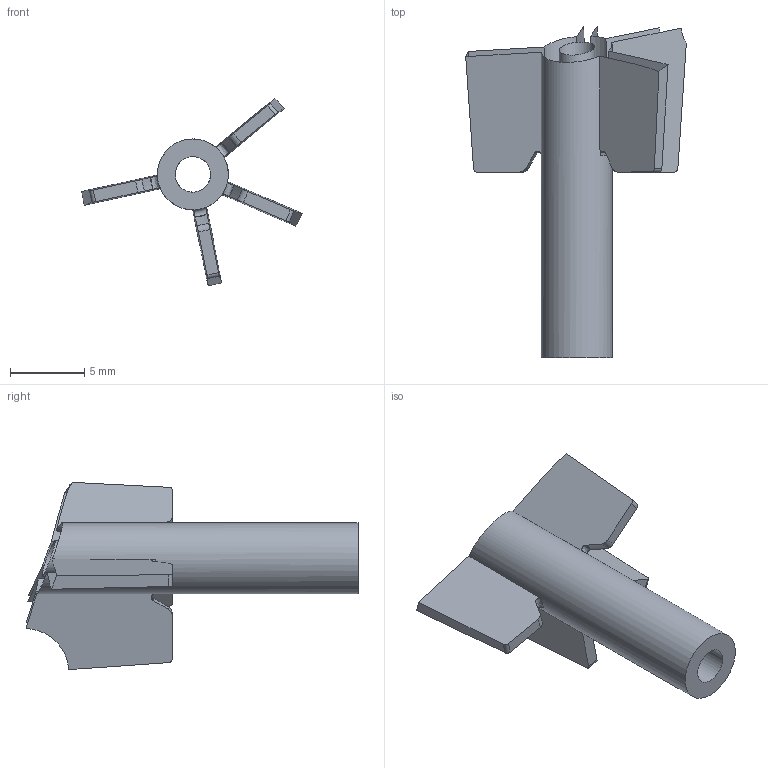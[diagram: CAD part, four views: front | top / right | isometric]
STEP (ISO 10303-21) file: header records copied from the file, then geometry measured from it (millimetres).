
FILE_DESCRIPTION(('Open CASCADE Model'),'2;1');
FILE_NAME('Open CASCADE Shape Model','2025-10-21T21:37:34',('Author'),( 'Open CASCADE'),'Open CASCADE STEP processor 7.7','Open CASCADE 7.7' ,'Unknown');
FILE_SCHEMA(('AUTOMOTIVE_DESIGN { 1 0 10303 214 1 1 1 1 }'));
Length unit declared in the file: millimetre
Products named in the file (40): Open CASCADE STEP translator 7.7 20; Open CASCADE STEP translator 7.7 20.1; Open CASCADE STEP translator 7.7 20.2; Open CASCADE STEP translator 7.7 20.3; Open CASCADE STEP translator 7.7 20.4; Open CASCADE STEP translator 7.7 20.5; Open CASCADE STEP translator 7.7 20.6; Open CASCADE STEP translator 7.7 20.7; Open CASCADE STEP translator 7.7 20.8; Open CASCADE STEP translator 7.7 20.9; Open CASCADE STEP translator 7.7 20.10; Open CASCADE STEP translator 7.7 20.11; Open CASCADE STEP translator 7.7 20.12; Open CASCADE STEP translator 7.7 20.13; Open CASCADE STEP translator 7.7 20.14; Open CASCADE STEP translator 7.7 20.15; Open CASCADE STEP translator 7.7 20.16; Open CASCADE STEP translator 7.7 20.17; Open CASCADE STEP translator 7.7 20.18; Open CASCADE STEP translator 7.7 20.19; Open CASCADE STEP translator 7.7 20.20; Open CASCADE STEP translator 7.7 20.21; Open CASCADE STEP translator 7.7 20.22; Open CASCADE STEP translator 7.7 20.23; Open CASCADE STEP translator 7.7 20.24; Open CASCADE STEP translator 7.7 20.25; Open CASCADE STEP translator 7.7 20.26; Open CASCADE STEP translator 7.7 20.27; Open CASCADE STEP translator 7.7 20.28; Open CASCADE STEP translator 7.7 20.29; Open CASCADE STEP translator 7.7 20.30; Open CASCADE STEP translator 7.7 20.31; Open CASCADE STEP translator 7.7 20.32; Open CASCADE STEP translator 7.7 20.33; Open CASCADE STEP translator 7.7 20.34; Open CASCADE STEP translator 7.7 20.35; Open CASCADE STEP translator 7.7 20.36; Open CASCADE STEP translator 7.7 20.37; Open CASCADE STEP translator 7.7 20.38; Open CASCADE STEP translator 7.7 20.39
Assembly tree (39 placements, depth 2):
  Open CASCADE STEP translator 7.7 20
    Open CASCADE STEP translator 7.7 20.1
    Open CASCADE STEP translator 7.7 20.2
    Open CASCADE STEP translator 7.7 20.3
    Open CASCADE STEP translator 7.7 20.4
    Open CASCADE STEP translator 7.7 20.5
    Open CASCADE STEP translator 7.7 20.6
    Open CASCADE STEP translator 7.7 20.7
    Open CASCADE STEP translator 7.7 20.8
    Open CASCADE STEP translator 7.7 20.9
    Open CASCADE STEP translator 7.7 20.10
    Open CASCADE STEP translator 7.7 20.11
    Open CASCADE STEP translator 7.7 20.12
    Open CASCADE STEP translator 7.7 20.13
    Open CASCADE STEP translator 7.7 20.14
    Open CASCADE STEP translator 7.7 20.15
    Open CASCADE STEP translator 7.7 20.16
    Open CASCADE STEP translator 7.7 20.17
    Open CASCADE STEP translator 7.7 20.18
    Open CASCADE STEP translator 7.7 20.19
    Open CASCADE STEP translator 7.7 20.20
    Open CASCADE STEP translator 7.7 20.21
    Open CASCADE STEP translator 7.7 20.22
    Open CASCADE STEP translator 7.7 20.23
    Open CASCADE STEP translator 7.7 20.24
    Open CASCADE STEP translator 7.7 20.25
    Open CASCADE STEP translator 7.7 20.26
    Open CASCADE STEP translator 7.7 20.27
    Open CASCADE STEP translator 7.7 20.28
    Open CASCADE STEP translator 7.7 20.29
    Open CASCADE STEP translator 7.7 20.30
    Open CASCADE STEP translator 7.7 20.31
    Open CASCADE STEP translator 7.7 20.32
    Open CASCADE STEP translator 7.7 20.33
    Open CASCADE STEP translator 7.7 20.34
    Open CASCADE STEP translator 7.7 20.35
    Open CASCADE STEP translator 7.7 20.36
    Open CASCADE STEP translator 7.7 20.37
    Open CASCADE STEP translator 7.7 20.38
    Open CASCADE STEP translator 7.7 20.39
Bounding box: 14.84 x 22.33 x 12.6 mm (x, y, z)
Surface area: 822.4 mm2 (no closed solid volume)
Topology: 0 solids, 39 shells, 39 faces, 223 edges, 221 vertices
Faces by surface type: plane 17, torus 9, cylinder 6, cone 4, bspline 3
Full cylindrical faces by diameter (mm): 2.38 x1, 4.77 x1
Entity records: 5728 total; most frequent: CARTESIAN_POINT 2447, DIRECTION 428, B_SPLINE_CURVE_WITH_KNOTS 228, ORIENTED_EDGE 225, PCURVE 225, DEFINITIONAL_REPRESENTATION 225, EDGE_CURVE 223, VERTEX_POINT 221
